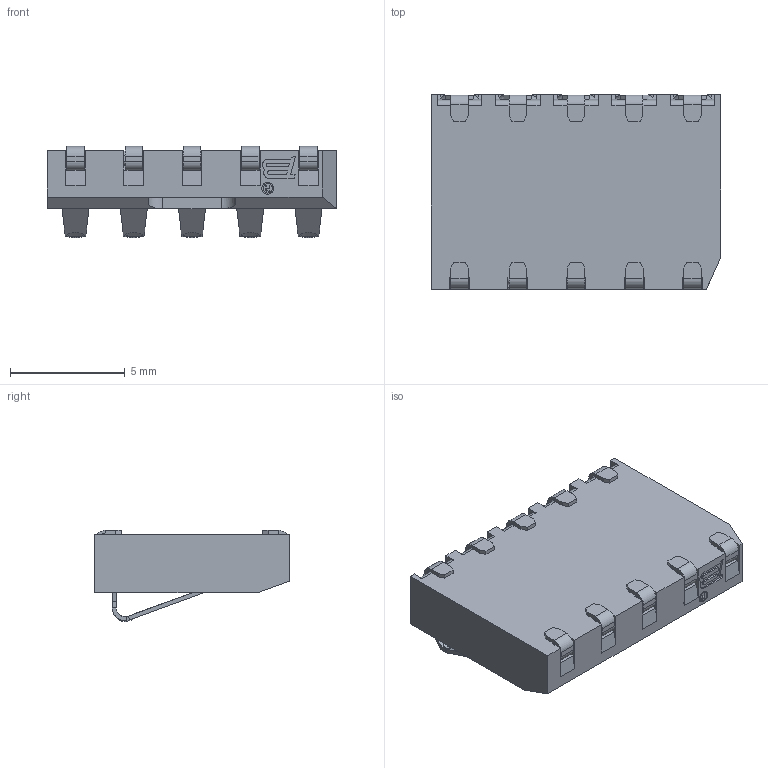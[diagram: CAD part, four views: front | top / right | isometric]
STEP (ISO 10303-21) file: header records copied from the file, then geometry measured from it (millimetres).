
FILE_DESCRIPTION((''),'2;1');
FILE_NAME('70AAJ-5-M0','2021-11-08T16:26:16',('RICKB'),('Bourns, Inc.'),'CREO PARAMETRIC BY PTC INC, 2018050','CREO PARAMETRIC BY PTC INC, 2018050','');
FILE_SCHEMA(('AUTOMOTIVE_DESIGN { 1 0 10303 214 1 1 1 1 }'));
Length unit declared in the file: inch
Products named in the file (1): 70AAJ-5-M0
Bounding box: 12.62 x 8.48 x 3.97 mm (x, y, z)
Volume: 166.1 mm3; surface area: 780.4 mm2
Topology: 1 solids, 1 shells, 979 faces, 2595 edges, 1555 vertices
Faces by surface type: plane 689, cylinder 200, bspline 80, sphere 10
Entity records: 40888 total; most frequent: CARTESIAN_POINT 8692, ORIENTED_EDGE 5150, DIRECTION 4659, PRESENTATION_STYLE_ASSIGNMENT 2629, STYLED_ITEM 2579, CURVE_STYLE 2575, EDGE_CURVE 2575, VECTOR 2025
